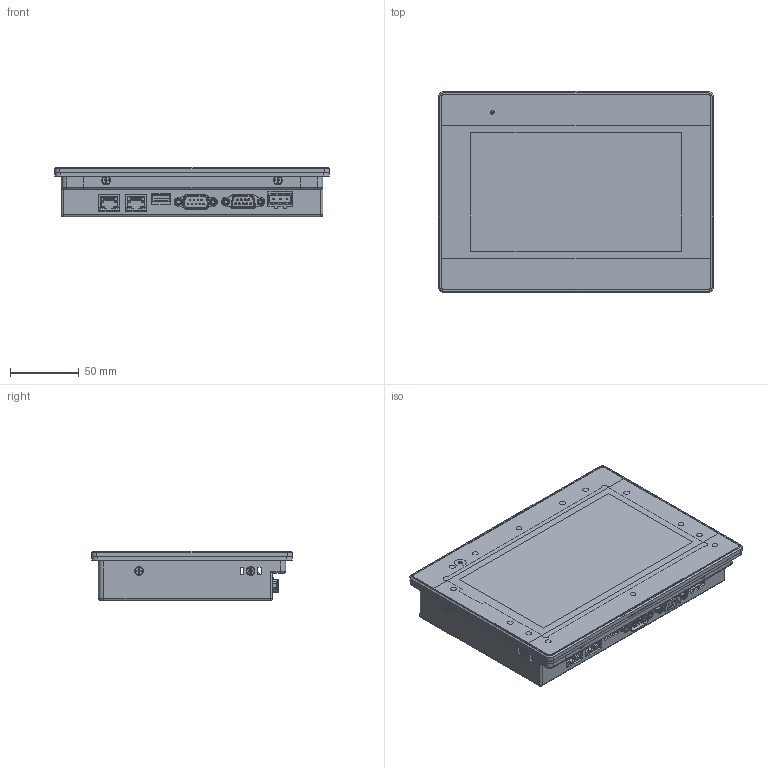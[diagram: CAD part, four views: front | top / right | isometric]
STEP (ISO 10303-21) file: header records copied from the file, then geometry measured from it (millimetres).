
FILE_DESCRIPTION (( 'STEP AP214' ), '1' );
FILE_NAME ('cMT3072XHT_231017.STEP', '2023-10-17T06:01:43', ( '' ), ( '' ), 'SwSTEP 2.0', 'SolidWorks 2019', '' );
FILE_SCHEMA (( 'AUTOMOTIVE_DESIGN' ));
Length unit declared in the file: millimetre
Products named in the file (1): cMT3072XHT_231017
Bounding box: 200.4 x 146.5 x 36 mm (x, y, z)
Surface area: 167959.2 mm2 (no closed solid volume)
Topology: 0 solids, 76 shells, 890 faces, 3816 edges, 2992 vertices
Faces by surface type: plane 548, cylinder 231, cone 43, sphere 30, torus 20, bspline 18
Entity records: 54024 total; most frequent: CARTESIAN_POINT 13412, DIRECTION 6152, ORIENTED_EDGE 5648, EDGE_CURVE 3772, VERTEX_POINT 2974, LINE 2520, VECTOR 2520, AXIS2_PLACEMENT_3D 1816
